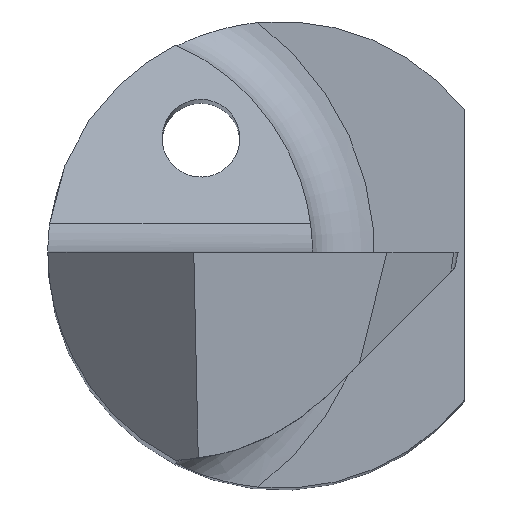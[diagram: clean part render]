
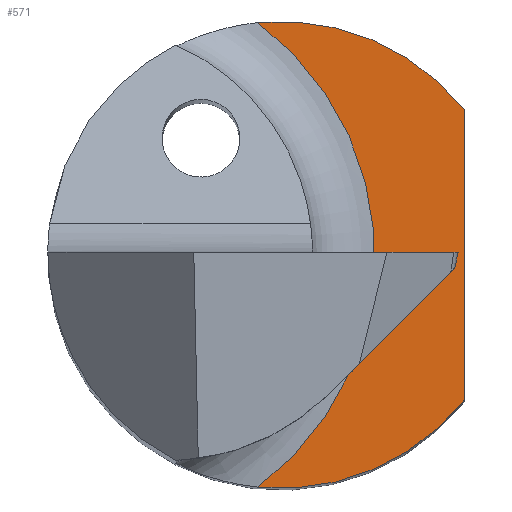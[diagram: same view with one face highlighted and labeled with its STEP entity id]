
A CAD part, top view. The second image highlights one B-rep face of the part: STEP entity #571.
In plain terms, the highlighted planar face has unit normal (0, 0, 1).
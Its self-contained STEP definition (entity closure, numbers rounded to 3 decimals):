
#22 = CARTESIAN_POINT ( 'NONE',  ( -0.304, 2.985, 15. ) ) ;
#38 = DIRECTION ( 'NONE',  ( 0., 1., 0. ) ) ;
#53 = CIRCLE ( 'NONE', #496, 3.714 ) ;
#57 = CIRCLE ( 'NONE', #595, 3. ) ;
#88 = ORIENTED_EDGE ( 'NONE', *, *, #122, .T. ) ;
#113 = DIRECTION ( 'NONE',  ( 0., 0., -1. ) ) ;
#114 = CARTESIAN_POINT ( 'NONE',  ( 0., 0., 15. ) ) ;
#122 = EDGE_CURVE ( 'NONE', #492, #383, #57, .T. ) ;
#179 = CARTESIAN_POINT ( 'NONE',  ( -0.402, -0.122, 15. ) ) ;
#230 = CIRCLE ( 'NONE', #625, 3. ) ;
#269 = CARTESIAN_POINT ( 'NONE',  ( 0., 0., 15. ) ) ;
#280 = CARTESIAN_POINT ( 'NONE',  ( 2.35, 1.865, 15. ) ) ;
#300 = ORIENTED_EDGE ( 'NONE', *, *, #384, .T. ) ;
#304 = FACE_OUTER_BOUND ( 'NONE', #609, .T. ) ;
#342 = CARTESIAN_POINT ( 'NONE',  ( 2.35, -1.865, 15. ) ) ;
#345 = DIRECTION ( 'NONE',  ( 1., 0., 0. ) ) ;
#360 = DIRECTION ( 'NONE',  ( 0., 0., 1. ) ) ;
#372 = DIRECTION ( 'NONE',  ( 0., 0., 1. ) ) ;
#378 = VERTEX_POINT ( 'NONE', #280 ) ;
#383 = VERTEX_POINT ( 'NONE', #342 ) ;
#384 = EDGE_CURVE ( 'NONE', #383, #378, #389, .T. ) ;
#389 = LINE ( 'NONE', #763, #522 ) ;
#408 = ORIENTED_EDGE ( 'NONE', *, *, #425, .T. ) ;
#409 = PLANE ( 'NONE',  #748 ) ;
#425 = EDGE_CURVE ( 'NONE', #378, #610, #230, .T. ) ;
#466 = DIRECTION ( 'NONE',  ( 1., 0., 0. ) ) ;
#492 = VERTEX_POINT ( 'NONE', #642 ) ;
#496 = AXIS2_PLACEMENT_3D ( 'NONE', #524, #113, #345 ) ;
#504 = EDGE_CURVE ( 'NONE', #610, #492, #53, .T. ) ;
#522 = VECTOR ( 'NONE', #38, 1000. ) ;
#524 = CARTESIAN_POINT ( 'NONE',  ( -2.514, 0., 15. ) ) ;
#571 = ADVANCED_FACE ( 'NONE', ( #304 ), #409, .T. ) ;
#573 = ORIENTED_EDGE ( 'NONE', *, *, #504, .T. ) ;
#595 = AXIS2_PLACEMENT_3D ( 'NONE', #269, #372, #614 ) ;
#597 = DIRECTION ( 'NONE',  ( 1., 0., 0. ) ) ;
#609 = EDGE_LOOP ( 'NONE', ( #408, #573, #88, #300 ) ) ;
#610 = VERTEX_POINT ( 'NONE', #22 ) ;
#614 = DIRECTION ( 'NONE',  ( 1., 0., 0. ) ) ;
#625 = AXIS2_PLACEMENT_3D ( 'NONE', #114, #638, #466 ) ;
#638 = DIRECTION ( 'NONE',  ( 0., 0., 1. ) ) ;
#642 = CARTESIAN_POINT ( 'NONE',  ( -0.304, -2.985, 15. ) ) ;
#748 = AXIS2_PLACEMENT_3D ( 'NONE', #179, #360, #597 ) ;
#763 = CARTESIAN_POINT ( 'NONE',  ( 2.35, 1.865, 15. ) ) ;
